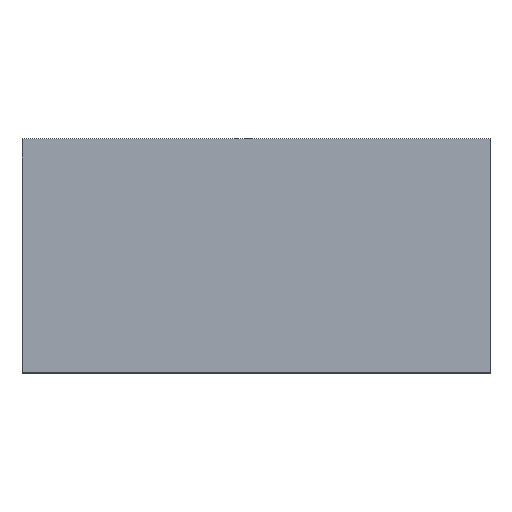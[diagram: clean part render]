
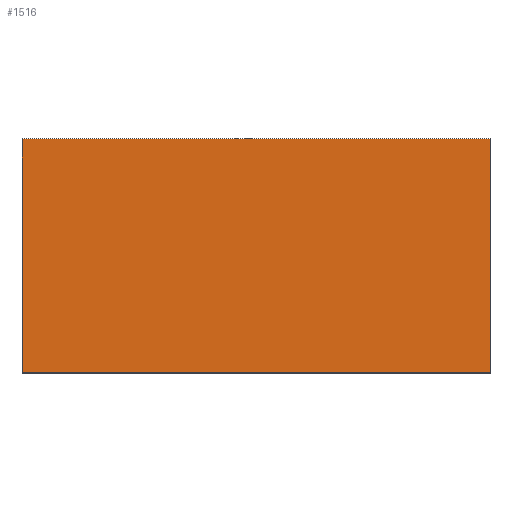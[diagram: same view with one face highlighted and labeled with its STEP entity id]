
A CAD part, top view. The second image highlights one B-rep face of the part: STEP entity #1516.
In plain terms, the highlighted planar face has unit normal (0, 0, 1).
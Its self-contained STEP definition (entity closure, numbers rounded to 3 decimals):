
#143 = VECTOR ( 'NONE', #337, 1000. ) ;
#156 = VERTEX_POINT ( 'NONE', #1437 ) ;
#181 = CARTESIAN_POINT ( 'NONE',  ( -4000., 6., 75. ) ) ;
#240 = VERTEX_POINT ( 'NONE', #432 ) ;
#255 = VECTOR ( 'NONE', #509, 1000. ) ;
#337 = DIRECTION ( 'NONE',  ( 1., 0., 0. ) ) ;
#343 = ORIENTED_EDGE ( 'NONE', *, *, #563, .F. ) ;
#418 = DIRECTION ( 'NONE',  ( 0., -1., 0. ) ) ;
#432 = CARTESIAN_POINT ( 'NONE',  ( 0., 6., 75. ) ) ;
#450 = EDGE_CURVE ( 'NONE', #1858, #240, #1680, .T. ) ;
#451 = VERTEX_POINT ( 'NONE', #1189 ) ;
#493 = ORIENTED_EDGE ( 'NONE', *, *, #1003, .F. ) ;
#506 = DIRECTION ( 'NONE',  ( 1., 0., 0. ) ) ;
#509 = DIRECTION ( 'NONE',  ( 0., -1., 0. ) ) ;
#520 = ORIENTED_EDGE ( 'NONE', *, *, #450, .T. ) ;
#526 = LINE ( 'NONE', #1725, #1106 ) ;
#557 = EDGE_LOOP ( 'NONE', ( #343, #493, #1942, #520 ) ) ;
#563 = EDGE_CURVE ( 'NONE', #156, #240, #1862, .T. ) ;
#636 = CARTESIAN_POINT ( 'NONE',  ( -4000., 6., 75. ) ) ;
#711 = DIRECTION ( 'NONE',  ( 0., 0., 1. ) ) ;
#747 = CARTESIAN_POINT ( 'NONE',  ( -4000., 2000., 75. ) ) ;
#812 = CARTESIAN_POINT ( 'NONE',  ( -4000., 2000., 75. ) ) ;
#832 = PLANE ( 'NONE',  #1687 ) ;
#1003 = EDGE_CURVE ( 'NONE', #451, #156, #526, .T. ) ;
#1106 = VECTOR ( 'NONE', #506, 1000. ) ;
#1189 = CARTESIAN_POINT ( 'NONE',  ( -4000., 2000., 75. ) ) ;
#1329 = LINE ( 'NONE', #747, #255 ) ;
#1362 = EDGE_CURVE ( 'NONE', #451, #1858, #1329, .T. ) ;
#1427 = VECTOR ( 'NONE', #1587, 1000. ) ;
#1437 = CARTESIAN_POINT ( 'NONE',  ( 0., 2000., 75. ) ) ;
#1445 = CARTESIAN_POINT ( 'NONE',  ( 0., 2000., 75. ) ) ;
#1454 = FACE_OUTER_BOUND ( 'NONE', #557, .T. ) ;
#1516 = ADVANCED_FACE ( 'NONE', ( #1454 ), #832, .T. ) ;
#1587 = DIRECTION ( 'NONE',  ( 0., -1., 0. ) ) ;
#1680 = LINE ( 'NONE', #636, #143 ) ;
#1687 = AXIS2_PLACEMENT_3D ( 'NONE', #812, #711, #418 ) ;
#1725 = CARTESIAN_POINT ( 'NONE',  ( -4000., 2000., 75. ) ) ;
#1858 = VERTEX_POINT ( 'NONE', #181 ) ;
#1862 = LINE ( 'NONE', #1445, #1427 ) ;
#1942 = ORIENTED_EDGE ( 'NONE', *, *, #1362, .T. ) ;
